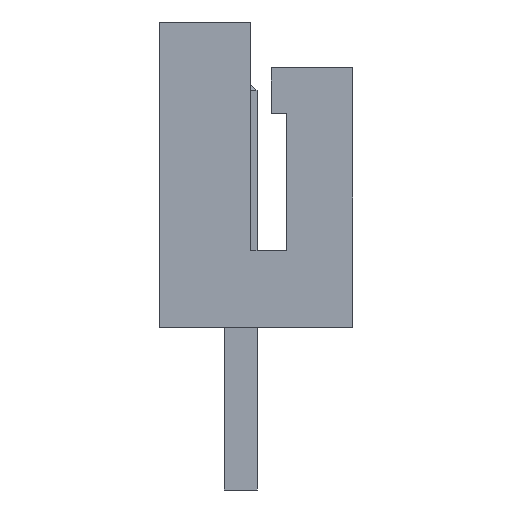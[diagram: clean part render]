
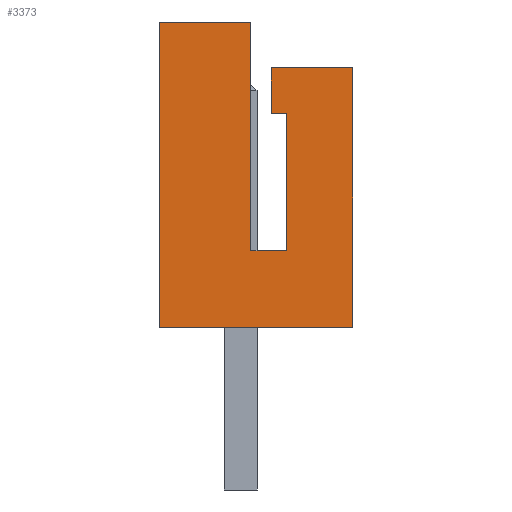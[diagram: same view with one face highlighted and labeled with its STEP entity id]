
A CAD part, left-side view. The second image highlights one B-rep face of the part: STEP entity #3373.
In plain terms, the highlighted planar face has unit normal (-1, 0, 0).
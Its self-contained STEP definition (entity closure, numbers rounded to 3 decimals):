
#2502=CARTESIAN_POINT('',(-11.25,-0.2,1.5));
#2503=VERTEX_POINT('',#2502);
#2512=CARTESIAN_POINT('',(-11.25,-0.9,1.5));
#2513=VERTEX_POINT('',#2512);
#2514=CARTESIAN_POINT('',(-11.25,1.098,1.5));
#2515=DIRECTION('',(0.0,1.0,0.0));
#2516=VECTOR('',#2515,1.0);
#2517=LINE('',#2514,#2516);
#2518=EDGE_CURVE('n� 895',#2513,#2503,#2517,.T.);
#3057=CARTESIAN_POINT('',(-11.25,-0.602,5.1));
#3058=VERTEX_POINT('',#3057);
#3059=CARTESIAN_POINT('',(-11.25,-2.2,5.1));
#3060=VERTEX_POINT('',#3059);
#3061=CARTESIAN_POINT('',(-11.25,-0.2,5.1));
#3062=DIRECTION('',(0.0,-1.0,0.0));
#3063=VECTOR('',#3062,1.0);
#3064=LINE('',#3061,#3063);
#3065=EDGE_CURVE('n� 58',#3058,#3060,#3064,.T.);
#3091=CARTESIAN_POINT('',(-11.25,-2.2,-0.0));
#3092=VERTEX_POINT('',#3091);
#3093=CARTESIAN_POINT('',(-11.25,-2.2,5.1));
#3094=DIRECTION('',(0.0,0.0,-1.0));
#3095=VECTOR('',#3094,1.0);
#3096=LINE('',#3093,#3095);
#3097=EDGE_CURVE('n� 57',#3060,#3092,#3096,.T.);
#3123=CARTESIAN_POINT('',(-11.25,-0.2,6.0));
#3124=VERTEX_POINT('',#3123);
#3131=CARTESIAN_POINT('',(-11.25,-0.2,5.1));
#3132=DIRECTION('',(0.0,0.0,-1.0));
#3133=VECTOR('',#3132,1.0);
#3134=LINE('',#3131,#3133);
#3135=EDGE_CURVE('n� 53',#3124,#2503,#3134,.T.);
#3151=CARTESIAN_POINT('',(-11.25,-0.9,4.2));
#3152=VERTEX_POINT('',#3151);
#3153=CARTESIAN_POINT('',(-11.25,-0.9,5.1));
#3154=DIRECTION('',(0.0,-0.0,1.0));
#3155=VECTOR('',#3154,1.0);
#3156=LINE('',#3153,#3155);
#3157=EDGE_CURVE('n� 51',#2513,#3152,#3156,.T.);
#3175=CARTESIAN_POINT('',(-11.25,-0.602,4.2));
#3176=VERTEX_POINT('',#3175);
#3177=CARTESIAN_POINT('',(-11.25,-0.2,4.2));
#3178=DIRECTION('',(0.0,1.0,0.0));
#3179=VECTOR('',#3178,1.0);
#3180=LINE('',#3177,#3179);
#3181=EDGE_CURVE('n� 50',#3152,#3176,#3180,.T.);
#3197=CARTESIAN_POINT('',(-11.25,-0.602,5.1));
#3198=DIRECTION('',(0.0,-0.0,1.0));
#3199=VECTOR('',#3198,1.0);
#3200=LINE('',#3197,#3199);
#3201=EDGE_CURVE('n� 49',#3176,#3058,#3200,.T.);
#3214=CARTESIAN_POINT('',(-11.25,1.6,0.0));
#3215=VERTEX_POINT('',#3214);
#3231=CARTESIAN_POINT('',(-11.25,-0.2,-0.0));
#3232=DIRECTION('',(0.0,1.0,0.0));
#3233=VECTOR('',#3232,1.0);
#3234=LINE('',#3231,#3233);
#3235=EDGE_CURVE('n� 56',#3092,#3215,#3234,.T.);
#3325=CARTESIAN_POINT('',(-11.25,1.6,6.0));
#3326=VERTEX_POINT('',#3325);
#3333=CARTESIAN_POINT('',(-11.25,-0.2,6.0));
#3334=DIRECTION('',(0.0,-1.0,0.0));
#3335=VECTOR('',#3334,1.0);
#3336=LINE('',#3333,#3335);
#3337=EDGE_CURVE('n� 54',#3326,#3124,#3336,.T.);
#3351=ORIENTED_EDGE('',*,*,#3181,.F.);
#3352=ORIENTED_EDGE('',*,*,#3157,.F.);
#3353=ORIENTED_EDGE('',*,*,#2518,.T.);
#3354=ORIENTED_EDGE('',*,*,#3135,.F.);
#3355=ORIENTED_EDGE('',*,*,#3337,.F.);
#3356=CARTESIAN_POINT('',(-11.25,1.6,6.0));
#3357=DIRECTION('',(0.0,0.0,-1.0));
#3358=VECTOR('',#3357,1.0);
#3359=LINE('',#3356,#3358);
#3360=EDGE_CURVE('n� 21',#3326,#3215,#3359,.T.);
#3361=ORIENTED_EDGE('',*,*,#3360,.T.);
#3362=ORIENTED_EDGE('',*,*,#3235,.F.);
#3363=ORIENTED_EDGE('',*,*,#3097,.F.);
#3364=ORIENTED_EDGE('',*,*,#3065,.F.);
#3365=ORIENTED_EDGE('',*,*,#3201,.F.);
#3366=EDGE_LOOP('',(#3351,#3352,#3353,#3354,#3355,#3361,#3362,#3363,#3364,#3365));
#3367=FACE_OUTER_BOUND('',#3366,.T.);
#3368=CARTESIAN_POINT('',(-11.25,-0.2,5.1));
#3369=DIRECTION('',(1.0,0.0,0.0));
#3370=DIRECTION('',(0.0,1.0,0.0));
#3371=AXIS2_PLACEMENT_3D('',#3368,#3369,#3370);
#3372=PLANE('',#3371);
#3373=ADVANCED_FACE('n� 46',(#3367),#3372,.F.);
